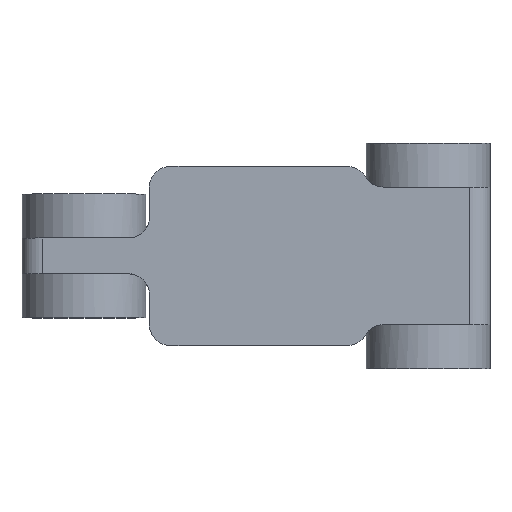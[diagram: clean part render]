
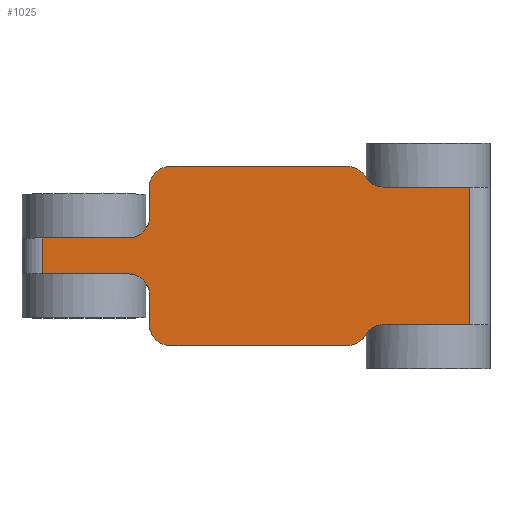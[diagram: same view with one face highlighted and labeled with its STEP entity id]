
A CAD part, top view. The second image highlights one B-rep face of the part: STEP entity #1025.
In plain terms, the highlighted planar face has unit normal (0, 0, 1).
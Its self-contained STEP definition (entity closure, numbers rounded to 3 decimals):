
#38=PLANE('',#1138);
#85=FACE_OUTER_BOUND('',#145,.T.);
#145=EDGE_LOOP('',(#800,#801,#802,#803,#804,#805,#806,#807,#808,#809,#810,
#811,#812,#813,#814,#815,#816,#817,#818,#819,#820,#821));
#206=LINE('',#1627,#294);
#210=LINE('',#1642,#298);
#212=LINE('',#1650,#300);
#225=LINE('',#1747,#313);
#226=LINE('',#1750,#314);
#227=LINE('',#1752,#315);
#228=LINE('',#1754,#316);
#229=LINE('',#1756,#317);
#230=LINE('',#1758,#318);
#231=LINE('',#1762,#319);
#232=LINE('',#1766,#320);
#233=LINE('',#1772,#321);
#234=LINE('',#1774,#322);
#235=LINE('',#1775,#323);
#294=VECTOR('',#1300,10.);
#298=VECTOR('',#1312,10.);
#300=VECTOR('',#1322,10.);
#313=VECTOR('',#1371,10.);
#314=VECTOR('',#1374,10.);
#315=VECTOR('',#1375,10.);
#316=VECTOR('',#1376,10.);
#317=VECTOR('',#1377,10.);
#318=VECTOR('',#1378,10.);
#319=VECTOR('',#1381,10.);
#320=VECTOR('',#1384,10.);
#321=VECTOR('',#1389,10.);
#322=VECTOR('',#1390,10.);
#323=VECTOR('',#1391,10.);
#382=CIRCLE('',#1136,15.);
#384=CIRCLE('',#1139,15.);
#385=CIRCLE('',#1140,15.);
#386=CIRCLE('',#1141,15.);
#387=CIRCLE('',#1142,15.);
#388=CIRCLE('',#1143,15.);
#389=CIRCLE('',#1144,15.);
#390=CIRCLE('',#1145,15.);
#443=VERTEX_POINT('',#1621);
#445=VERTEX_POINT('',#1625);
#450=VERTEX_POINT('',#1638);
#452=VERTEX_POINT('',#1641);
#454=VERTEX_POINT('',#1646);
#468=VERTEX_POINT('',#1721);
#470=VERTEX_POINT('',#1738);
#472=VERTEX_POINT('',#1744);
#473=VERTEX_POINT('',#1746);
#474=VERTEX_POINT('',#1748);
#475=VERTEX_POINT('',#1751);
#476=VERTEX_POINT('',#1753);
#477=VERTEX_POINT('',#1755);
#478=VERTEX_POINT('',#1757);
#479=VERTEX_POINT('',#1759);
#480=VERTEX_POINT('',#1761);
#481=VERTEX_POINT('',#1763);
#482=VERTEX_POINT('',#1765);
#483=VERTEX_POINT('',#1767);
#484=VERTEX_POINT('',#1769);
#485=VERTEX_POINT('',#1771);
#486=VERTEX_POINT('',#1773);
#557=EDGE_CURVE('',#443,#445,#206,.T.);
#563=EDGE_CURVE('',#452,#450,#210,.T.);
#568=EDGE_CURVE('',#454,#452,#212,.T.);
#590=EDGE_CURVE('',#470,#445,#382,.T.);
#593=EDGE_CURVE('',#443,#472,#384,.T.);
#594=EDGE_CURVE('',#470,#473,#225,.T.);
#595=EDGE_CURVE('',#474,#473,#385,.T.);
#596=EDGE_CURVE('',#474,#468,#226,.T.);
#597=EDGE_CURVE('',#468,#475,#227,.T.);
#598=EDGE_CURVE('',#475,#476,#228,.T.);
#599=EDGE_CURVE('',#477,#476,#229,.T.);
#600=EDGE_CURVE('',#478,#477,#230,.T.);
#601=EDGE_CURVE('',#478,#479,#386,.T.);
#602=EDGE_CURVE('',#480,#479,#231,.T.);
#603=EDGE_CURVE('',#480,#481,#387,.T.);
#604=EDGE_CURVE('',#482,#481,#232,.T.);
#605=EDGE_CURVE('',#482,#483,#388,.T.);
#606=EDGE_CURVE('',#483,#484,#389,.T.);
#607=EDGE_CURVE('',#485,#484,#233,.T.);
#608=EDGE_CURVE('',#486,#485,#234,.T.);
#609=EDGE_CURVE('',#486,#454,#235,.T.);
#610=EDGE_CURVE('',#472,#450,#390,.T.);
#800=ORIENTED_EDGE('',*,*,#593,.F.);
#801=ORIENTED_EDGE('',*,*,#557,.T.);
#802=ORIENTED_EDGE('',*,*,#590,.F.);
#803=ORIENTED_EDGE('',*,*,#594,.T.);
#804=ORIENTED_EDGE('',*,*,#595,.F.);
#805=ORIENTED_EDGE('',*,*,#596,.T.);
#806=ORIENTED_EDGE('',*,*,#597,.T.);
#807=ORIENTED_EDGE('',*,*,#598,.T.);
#808=ORIENTED_EDGE('',*,*,#599,.F.);
#809=ORIENTED_EDGE('',*,*,#600,.F.);
#810=ORIENTED_EDGE('',*,*,#601,.T.);
#811=ORIENTED_EDGE('',*,*,#602,.F.);
#812=ORIENTED_EDGE('',*,*,#603,.T.);
#813=ORIENTED_EDGE('',*,*,#604,.F.);
#814=ORIENTED_EDGE('',*,*,#605,.T.);
#815=ORIENTED_EDGE('',*,*,#606,.T.);
#816=ORIENTED_EDGE('',*,*,#607,.F.);
#817=ORIENTED_EDGE('',*,*,#608,.F.);
#818=ORIENTED_EDGE('',*,*,#609,.T.);
#819=ORIENTED_EDGE('',*,*,#568,.T.);
#820=ORIENTED_EDGE('',*,*,#563,.T.);
#821=ORIENTED_EDGE('',*,*,#610,.F.);
#1025=ADVANCED_FACE('',(#85),#38,.T.);
#1136=AXIS2_PLACEMENT_3D('',#1739,#1362,#1363);
#1138=AXIS2_PLACEMENT_3D('',#1743,#1367,#1368);
#1139=AXIS2_PLACEMENT_3D('',#1745,#1369,#1370);
#1140=AXIS2_PLACEMENT_3D('',#1749,#1372,#1373);
#1141=AXIS2_PLACEMENT_3D('',#1760,#1379,#1380);
#1142=AXIS2_PLACEMENT_3D('',#1764,#1382,#1383);
#1143=AXIS2_PLACEMENT_3D('',#1768,#1385,#1386);
#1144=AXIS2_PLACEMENT_3D('',#1770,#1387,#1388);
#1145=AXIS2_PLACEMENT_3D('',#1776,#1392,#1393);
#1300=DIRECTION('',(-1.,0.,0.));
#1312=DIRECTION('',(-1.,0.,0.));
#1322=DIRECTION('',(-1.,0.,0.));
#1362=DIRECTION('center_axis',(0.,0.,-1.));
#1363=DIRECTION('ref_axis',(-0.707,0.707,0.));
#1367=DIRECTION('center_axis',(0.,0.,1.));
#1368=DIRECTION('ref_axis',(1.,0.,0.));
#1369=DIRECTION('center_axis',(0.,0.,-1.));
#1370=DIRECTION('ref_axis',(0.5,0.866,0.));
#1371=DIRECTION('',(0.,-1.,0.));
#1372=DIRECTION('center_axis',(0.,0.,1.));
#1373=DIRECTION('ref_axis',(0.707,-0.707,0.));
#1374=DIRECTION('',(-1.,0.,0.));
#1375=DIRECTION('',(-1.,0.,0.));
#1376=DIRECTION('',(0.,-1.,0.));
#1377=DIRECTION('',(-1.,0.,0.));
#1378=DIRECTION('',(-1.,0.,0.));
#1379=DIRECTION('center_axis',(0.,0.,-1.));
#1380=DIRECTION('ref_axis',(0.707,0.707,0.));
#1381=DIRECTION('',(0.,1.,0.));
#1382=DIRECTION('center_axis',(0.,0.,1.));
#1383=DIRECTION('ref_axis',(-0.707,-0.707,0.));
#1384=DIRECTION('',(-1.,0.,0.));
#1385=DIRECTION('center_axis',(0.,0.,1.));
#1386=DIRECTION('ref_axis',(0.5,-0.866,0.));
#1387=DIRECTION('center_axis',(0.,0.,-1.));
#1388=DIRECTION('ref_axis',(-0.707,0.707,0.));
#1389=DIRECTION('',(-1.,0.,0.));
#1390=DIRECTION('',(-1.,0.,0.));
#1391=DIRECTION('',(0.,1.,0.));
#1392=DIRECTION('center_axis',(0.,0.,1.));
#1393=DIRECTION('ref_axis',(-0.707,-0.707,0.));
#1621=CARTESIAN_POINT('',(66.519,65.,45.));
#1625=CARTESIAN_POINT('',(-62.5,65.,45.));
#1627=CARTESIAN_POINT('',(77.5,65.,45.));
#1638=CARTESIAN_POINT('',(92.5,50.,45.));
#1641=CARTESIAN_POINT('',(125.,50.,45.));
#1642=CARTESIAN_POINT('',(170.,50.,45.));
#1646=CARTESIAN_POINT('',(155.,50.,45.));
#1650=CARTESIAN_POINT('',(170.,50.,45.));
#1721=CARTESIAN_POINT('',(-125.,13.,45.));
#1738=CARTESIAN_POINT('',(-77.5,50.,45.));
#1739=CARTESIAN_POINT('Origin',(-62.5,50.,45.));
#1743=CARTESIAN_POINT('Origin',(0.,32.5,45.));
#1744=CARTESIAN_POINT('',(79.51,57.5,45.));
#1745=CARTESIAN_POINT('Origin',(66.519,50.,45.));
#1746=CARTESIAN_POINT('',(-77.5,28.,45.));
#1747=CARTESIAN_POINT('',(-77.5,65.,45.));
#1748=CARTESIAN_POINT('',(-92.5,13.,45.));
#1749=CARTESIAN_POINT('Origin',(-92.5,28.,45.));
#1750=CARTESIAN_POINT('',(-77.5,13.,45.));
#1751=CARTESIAN_POINT('',(-155.,13.,45.));
#1752=CARTESIAN_POINT('',(-77.5,13.,45.));
#1753=CARTESIAN_POINT('',(-155.,-13.,45.));
#1754=CARTESIAN_POINT('',(-155.,-22.75,45.));
#1755=CARTESIAN_POINT('',(-125.,-13.,45.));
#1756=CARTESIAN_POINT('',(-77.5,-13.,45.));
#1757=CARTESIAN_POINT('',(-92.5,-13.,45.));
#1758=CARTESIAN_POINT('',(-77.5,-13.,45.));
#1759=CARTESIAN_POINT('',(-77.5,-28.,45.));
#1760=CARTESIAN_POINT('Origin',(-92.5,-28.,45.));
#1761=CARTESIAN_POINT('',(-77.5,-50.,45.));
#1762=CARTESIAN_POINT('',(-77.5,-65.,45.));
#1763=CARTESIAN_POINT('',(-62.5,-65.,45.));
#1764=CARTESIAN_POINT('Origin',(-62.5,-50.,45.));
#1765=CARTESIAN_POINT('',(66.519,-65.,45.));
#1766=CARTESIAN_POINT('',(77.5,-65.,45.));
#1767=CARTESIAN_POINT('',(79.51,-57.5,45.));
#1768=CARTESIAN_POINT('Origin',(66.519,-50.,45.));
#1769=CARTESIAN_POINT('',(92.5,-50.,45.));
#1770=CARTESIAN_POINT('Origin',(92.5,-65.,45.));
#1771=CARTESIAN_POINT('',(125.,-50.,45.));
#1772=CARTESIAN_POINT('',(170.,-50.,45.));
#1773=CARTESIAN_POINT('',(155.,-50.,45.));
#1774=CARTESIAN_POINT('',(170.,-50.,45.));
#1775=CARTESIAN_POINT('',(155.,-16.25,45.));
#1776=CARTESIAN_POINT('Origin',(92.5,65.,45.));
